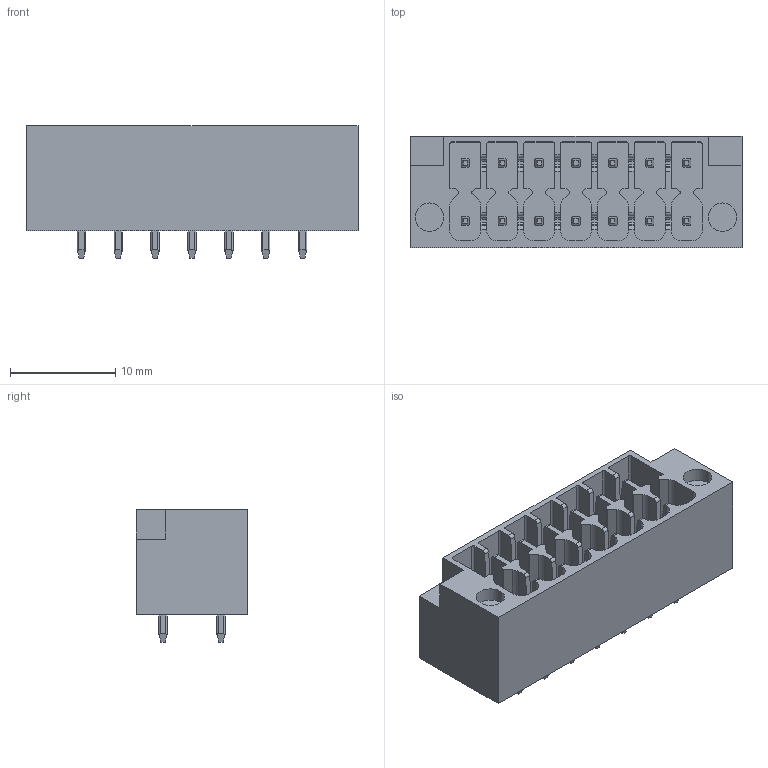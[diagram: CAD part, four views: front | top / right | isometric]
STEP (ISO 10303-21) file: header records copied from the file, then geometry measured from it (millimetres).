
FILE_DESCRIPTION((''),'2;1');
FILE_NAME('TLPHDW-010V','2024-09-18T10:32:53',('tluser'),(''),'CREO PARAMETRIC BY PTC INC, 2018100','CREO PARAMETRIC BY PTC INC, 2018100','');
FILE_SCHEMA(('CONFIG_CONTROL_DESIGN'));
Length unit declared in the file: millimetre
Products named in the file (1): TLPHDW-010V
Bounding box: 31.5 x 10.6 x 12.6 mm (x, y, z)
Volume: 2306.3 mm3; surface area: 2720.8 mm2
Topology: 1 solids, 1 shells, 619 faces, 1758 edges, 1172 vertices
Faces by surface type: plane 399, cylinder 220
Entity records: 20444 total; most frequent: CARTESIAN_POINT 4403, ORIENTED_EDGE 3516, DIRECTION 3100, EDGE_CURVE 1758, VECTOR 1206, LINE 1206, VERTEX_POINT 1172, AXIS2_PLACEMENT_3D 947
